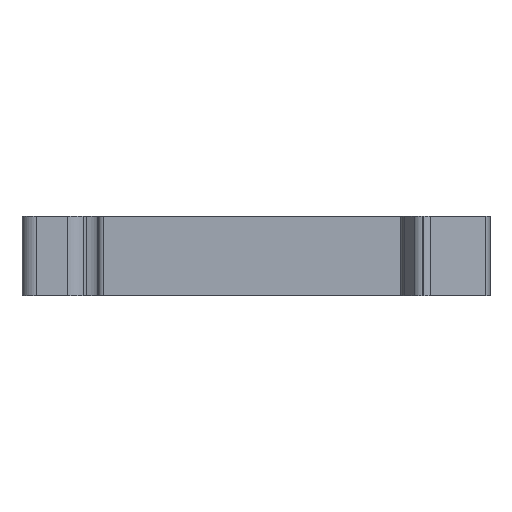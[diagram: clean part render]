
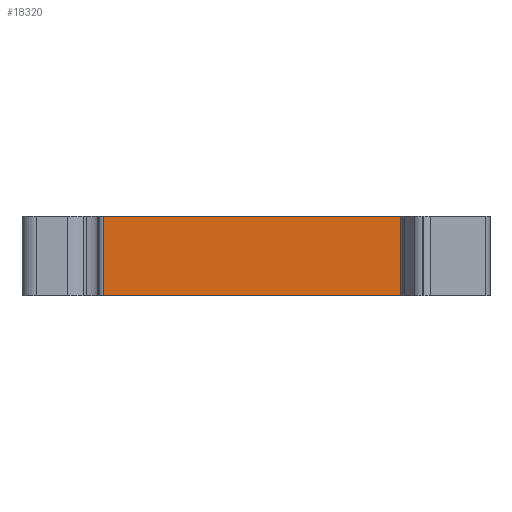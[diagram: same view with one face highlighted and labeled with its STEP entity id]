
A CAD part, front view. The second image highlights one B-rep face of the part: STEP entity #18320.
In plain terms, the highlighted planar face has unit normal (0, -1, 0).
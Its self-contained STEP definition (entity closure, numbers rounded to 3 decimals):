
#17380=CARTESIAN_POINT('',(15.4,0.,
-8.15));
#17390=VERTEX_POINT('',#17380);
#17420=CARTESIAN_POINT('',(15.4,0.,0.));
#17430=DIRECTION('',(0.,0.,1.));
#17440=VECTOR('',#17430,1.);
#17450=LINE('',#17420,#17440);
#17460=CARTESIAN_POINT('',(15.4,0.,
0.));
#17470=VERTEX_POINT('',#17460);
#17480=EDGE_CURVE('',#17390,#17470,#17450,.T.);
#18020=CARTESIAN_POINT('',(-17.753,0.,
0.));
#18030=DIRECTION('',(0.,-1.,0.));
#18040=DIRECTION('',(-1.,0.,0.));
#18050=AXIS2_PLACEMENT_3D('',#18020,#18030,#18040);
#18060=PLANE('',#18050);
#18070=ORIENTED_EDGE('',*,*,#17480,.T.);
#18080=CARTESIAN_POINT('',(-32.974,0.,
-8.15));
#18090=DIRECTION('',(-1.,0.,0.));
#18100=VECTOR('',#18090,1.);
#18110=LINE('',#18080,#18100);
#18120=CARTESIAN_POINT('',(-17.753,0.,
-8.15));
#18130=VERTEX_POINT('',#18120);
#18140=EDGE_CURVE('',#17390,#18130,#18110,.T.);
#18150=ORIENTED_EDGE('',*,*,#18140,.F.);
#18160=CARTESIAN_POINT('',(-17.753,0.,
0.));
#18170=DIRECTION('',(0.,0.,1.));
#18180=VECTOR('',#18170,1.);
#18190=LINE('',#18160,#18180);
#18200=CARTESIAN_POINT('',(-17.753,0.,
0.));
#18210=VERTEX_POINT('',#18200);
#18220=EDGE_CURVE('',#18130,#18210,#18190,.T.);
#18230=ORIENTED_EDGE('',*,*,#18220,.F.);
#18240=CARTESIAN_POINT('',(-32.974,0.,
0.));
#18250=DIRECTION('',(1.,0.,0.));
#18260=VECTOR('',#18250,1.);
#18270=LINE('',#18240,#18260);
#18280=EDGE_CURVE('',#18210,#17470,#18270,.T.);
#18290=ORIENTED_EDGE('',*,*,#18280,.F.);
#18300=EDGE_LOOP('',(#18290,#18230,#18150,#18070));
#18310=FACE_OUTER_BOUND('',#18300,.T.);
#18320=ADVANCED_FACE('',(#18310),#18060,.T.);
